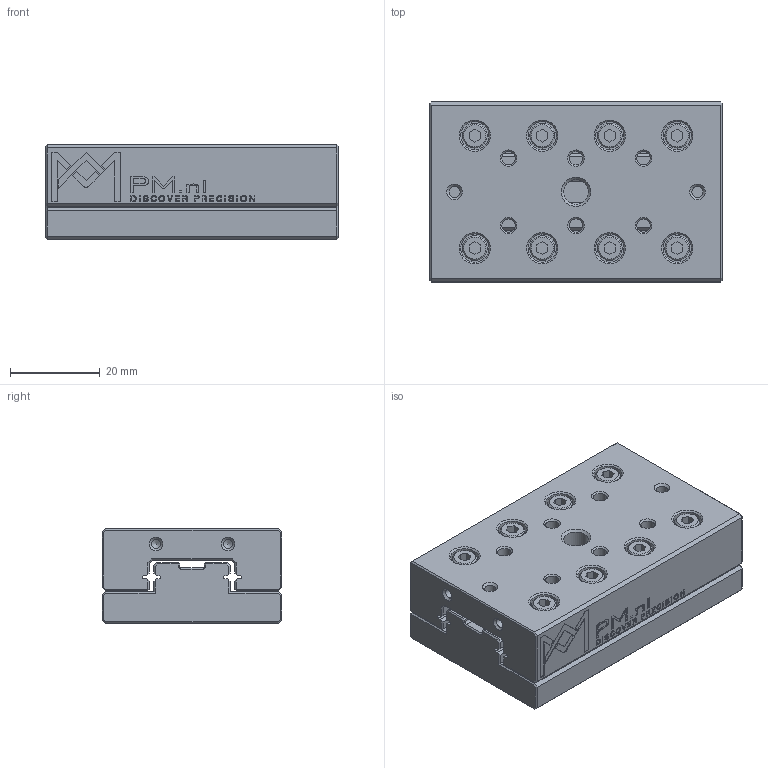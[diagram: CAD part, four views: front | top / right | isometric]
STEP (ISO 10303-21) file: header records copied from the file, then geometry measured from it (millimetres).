
FILE_DESCRIPTION(/* description */ (''),/* implementation_level */ '2;1');
FILE_NAME(/* name */ 'RTA-2060.stp',/* time_stamp */ '2024-08-27T14:14:43+02:00',/* author */ (''),/* organization */ (''),/* preprocessor_version */ 'ST-DEVELOPER v16.7',/* originating_system */ 'SIEMENS PLM Software NX 12.0',/* authorisation */ '');
FILE_SCHEMA (('AUTOMOTIVE_DESIGN { 1 0 10303 214 3 1 1 1 }'));
Length unit declared in the file: millimetre
Products named in the file (1): RTA-2060_stp
Bounding box: 65 x 40 x 21 mm (x, y, z)
Volume: 50047.6 mm3; surface area: 19420 mm2
Topology: 2 solids, 2 shells, 1030 faces, 2583 edges, 1677 vertices
Faces by surface type: plane 718, bspline 180, cone 69, cylinder 63
Full cylindrical faces by diameter (mm): 2 x4, 2.5 x6, 3 x6, 3.8 x4, 5.5 x17, 6.3 x20
Entity records: 34571 total; most frequent: CARTESIAN_POINT 7609, ORIENTED_EDGE 4874, DIRECTION 3976, EDGE_CURVE 2437, LINE 1880, VECTOR 1880, VERTEX_POINT 1657, EDGE_LOOP 1298
